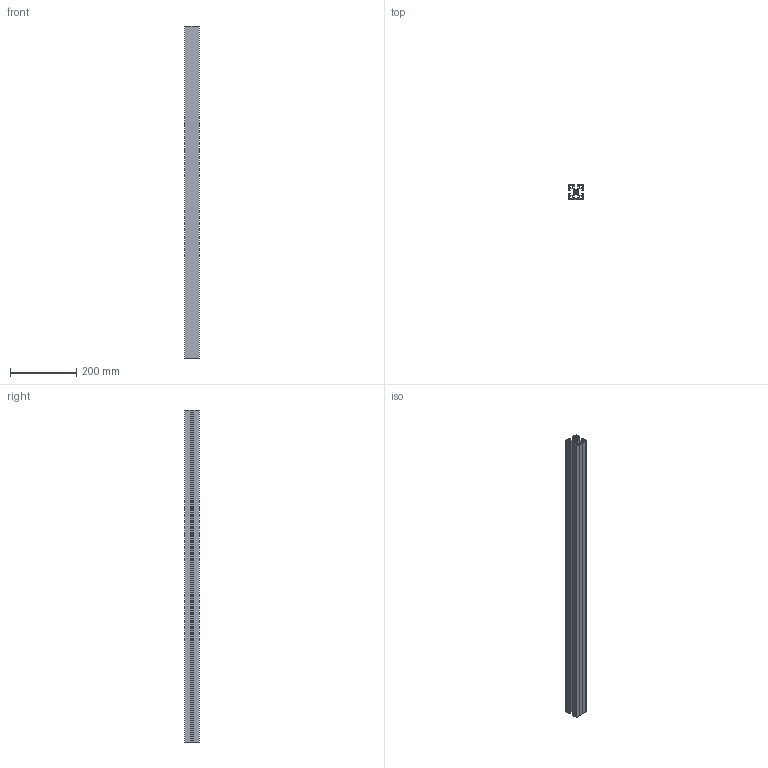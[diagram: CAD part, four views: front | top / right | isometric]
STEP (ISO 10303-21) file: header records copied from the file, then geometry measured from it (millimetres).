
FILE_DESCRIPTION((''),'2;1');
FILE_NAME('10009_PROFIL_45X45_C1','2022-09-16T13:27:32',('PredragRovcanin'),('Audax d.o.o.'),'CREO PARAMETRIC BY PTC INC, 2020281','CREO PARAMETRIC BY PTC INC, 2020281','');
FILE_SCHEMA(('AUTOMOTIVE_DESIGN { 1 0 10303 214 1 1 1 1 }'));
Length unit declared in the file: millimetre
Products named in the file (1): 10009_PROFIL_45X45_C1
Bounding box: 45 x 45 x 1000 mm (x, y, z)
Volume: 625191.7 mm3; surface area: 671817.6 mm2
Topology: 1 solids, 1 shells, 174 faces, 519 edges, 350 vertices
Faces by surface type: plane 162, cylinder 12
Entity records: 7833 total; most frequent: CARTESIAN_POINT 1040, ORIENTED_EDGE 1032, DIRECTION 893, PRESENTATION_STYLE_ASSIGNMENT 521, STYLED_ITEM 521, CURVE_STYLE 520, EDGE_CURVE 516, VECTOR 495
